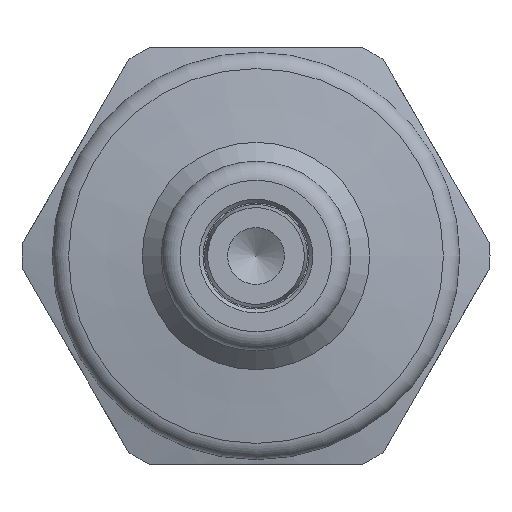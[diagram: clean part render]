
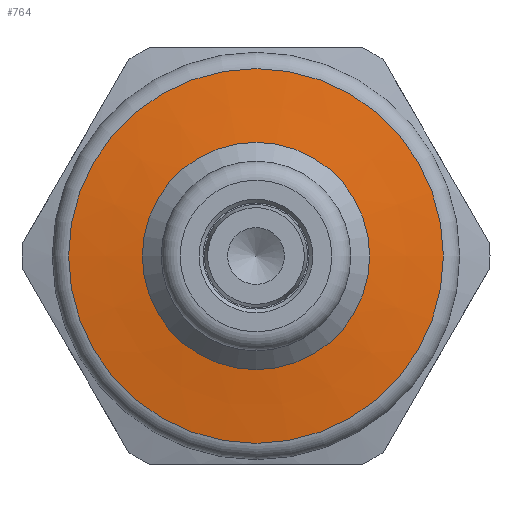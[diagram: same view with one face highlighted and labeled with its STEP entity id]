
A CAD part, left-side view. The second image highlights one B-rep face of the part: STEP entity #764.
In plain terms, the highlighted conical face has half-angle 82 degrees and reference radius 8.375 mm.
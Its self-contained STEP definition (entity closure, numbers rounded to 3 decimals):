
#33=CONICAL_SURFACE('',#858,8.375,1.431);
#56=LINE('',#1246,#87);
#87=VECTOR('',#1012,8.375);
#193=FACE_OUTER_BOUND('',#242,.T.);
#242=EDGE_LOOP('',(#572,#573,#574,#575,#576));
#287=CIRCLE('',#830,6.);
#307=CIRCLE('',#859,9.889);
#308=CIRCLE('',#860,9.889);
#347=VERTEX_POINT('',#1191);
#364=VERTEX_POINT('',#1243);
#365=VERTEX_POINT('',#1244);
#416=EDGE_CURVE('',#347,#347,#287,.T.);
#442=EDGE_CURVE('',#364,#365,#307,.T.);
#443=EDGE_CURVE('',#364,#347,#56,.T.);
#444=EDGE_CURVE('',#365,#364,#308,.T.);
#572=ORIENTED_EDGE('',*,*,#442,.F.);
#573=ORIENTED_EDGE('',*,*,#443,.T.);
#574=ORIENTED_EDGE('',*,*,#416,.T.);
#575=ORIENTED_EDGE('',*,*,#443,.F.);
#576=ORIENTED_EDGE('',*,*,#444,.F.);
#764=ADVANCED_FACE('',(#193),#33,.T.);
#830=AXIS2_PLACEMENT_3D('',#1192,#946,#947);
#858=AXIS2_PLACEMENT_3D('',#1242,#1008,#1009);
#859=AXIS2_PLACEMENT_3D('',#1245,#1010,#1011);
#860=AXIS2_PLACEMENT_3D('',#1247,#1013,#1014);
#946=DIRECTION('center_axis',(1.,0.,0.));
#947=DIRECTION('ref_axis',(0.,1.,0.));
#1008=DIRECTION('center_axis',(1.,0.,0.));
#1009=DIRECTION('ref_axis',(0.,1.,0.));
#1010=DIRECTION('center_axis',(1.,0.,0.));
#1011=DIRECTION('ref_axis',(0.,-1.,0.));
#1012=DIRECTION('',(-0.139,0.99,0.));
#1013=DIRECTION('center_axis',(1.,0.,0.));
#1014=DIRECTION('ref_axis',(0.,-1.,0.));
#1191=CARTESIAN_POINT('',(20.,-6.,0.));
#1192=CARTESIAN_POINT('Origin',(20.,0.,0.));
#1242=CARTESIAN_POINT('Origin',(20.334,0.,0.));
#1243=CARTESIAN_POINT('',(20.547,-9.889,0.));
#1244=CARTESIAN_POINT('',(20.547,0.,9.889));
#1245=CARTESIAN_POINT('Origin',(20.547,0.,0.));
#1246=CARTESIAN_POINT('',(20.334,-8.375,0.));
#1247=CARTESIAN_POINT('Origin',(20.547,0.,0.));
